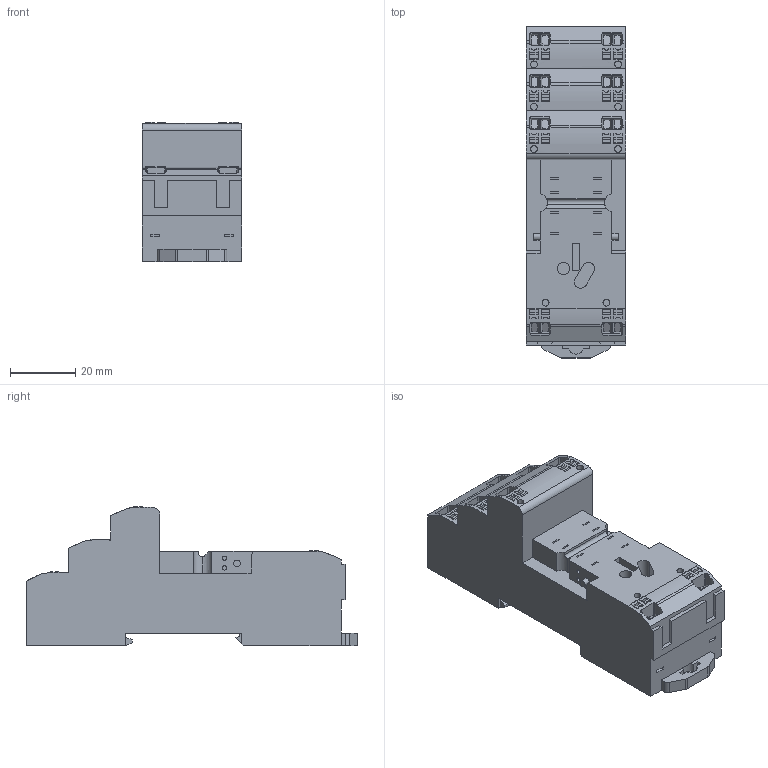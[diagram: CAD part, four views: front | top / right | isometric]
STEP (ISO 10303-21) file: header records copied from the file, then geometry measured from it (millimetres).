
FILE_DESCRIPTION(('CATIA V5R24 STEP','CAx-IF Rec.Pracs.--- Model Styling and Organization---1.2---2011-12-15'),'2;1');
FILE_NAME ('12286410_5', '2018-06-21T13:00:06+00:00', ('Weidmueller Interface'), ('Weidmueller'), 'CATIA Version 5-6 Release 2014 SP4', 'CATIA V5 STEP AP214', 'none');
FILE_SCHEMA(('AUTOMOTIVE_DESIGN { 1 0 10303 214 1 1 1 1 }'));
Length unit declared in the file: millimetre
Products named in the file (1): 7760056362
Bounding box: 30.6 x 101.8 x 42.68 mm (x, y, z)
Volume: 82627.5 mm3; surface area: 21476.7 mm2
Topology: 18 solids, 18 shells, 1048 faces, 3273 edges, 2301 vertices
Faces by surface type: plane 844, cylinder 172, extrusion 32
Entity records: 39604 total; most frequent: CARTESIAN_POINT 10594, ORIENTED_EDGE 6546, DIRECTION 4594, EDGE_CURVE 3273, VECTOR 2500, LINE 2468, VERTEX_POINT 2301, AXIS2_PLACEMENT_3D 1209
